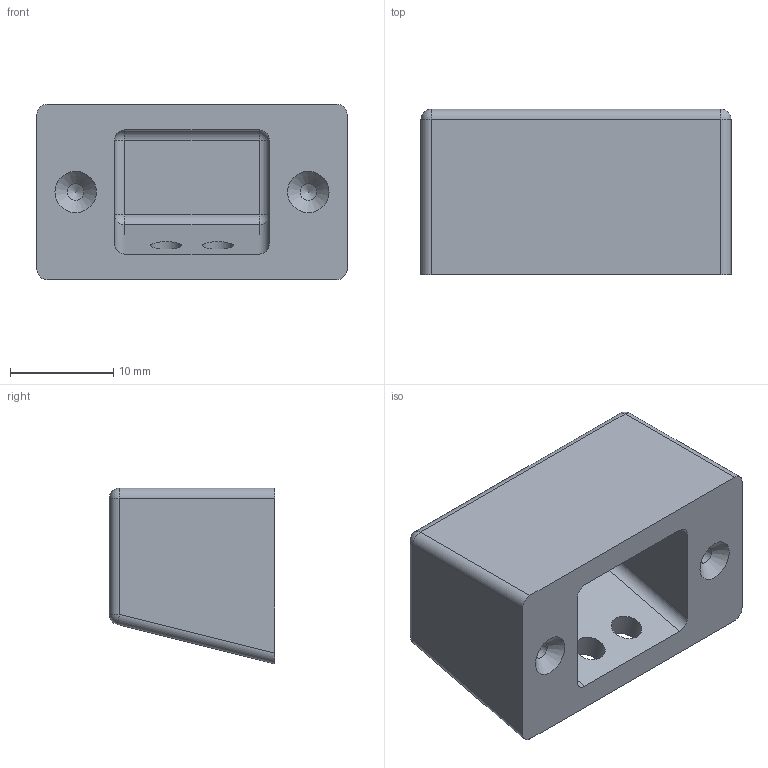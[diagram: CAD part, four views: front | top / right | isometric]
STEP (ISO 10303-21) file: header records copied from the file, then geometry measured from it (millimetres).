
FILE_DESCRIPTION (( 'STEP AP214' ), '1' );
FILE_NAME ('Stroboscope.STEP', '2018-06-07T14:30:13', ( '' ), ( '' ), 'SwSTEP 2.0', 'SolidWorks 2013', '' );
FILE_SCHEMA (( 'AUTOMOTIVE_DESIGN' ));
Length unit declared in the file: millimetre
Products named in the file (1): Stroboscope
Bounding box: 30 x 16 x 17 mm (x, y, z)
Volume: 5225.9 mm3; surface area: 2913.8 mm2
Topology: 1 solids, 1 shells, 43 faces, 102 edges, 54 vertices
Faces by surface type: cylinder 20, plane 11, sphere 8, cone 4
Full cylindrical faces by diameter (mm): 1.6 x2, 3 x2
Entity records: 1146 total; most frequent: DIRECTION 204, CARTESIAN_POINT 188, ORIENTED_EDGE 164, EDGE_CURVE 82, AXIS2_PLACEMENT_3D 82, EDGE_LOOP 56, VERTEX_POINT 50, FACE_OUTER_BOUND 47
